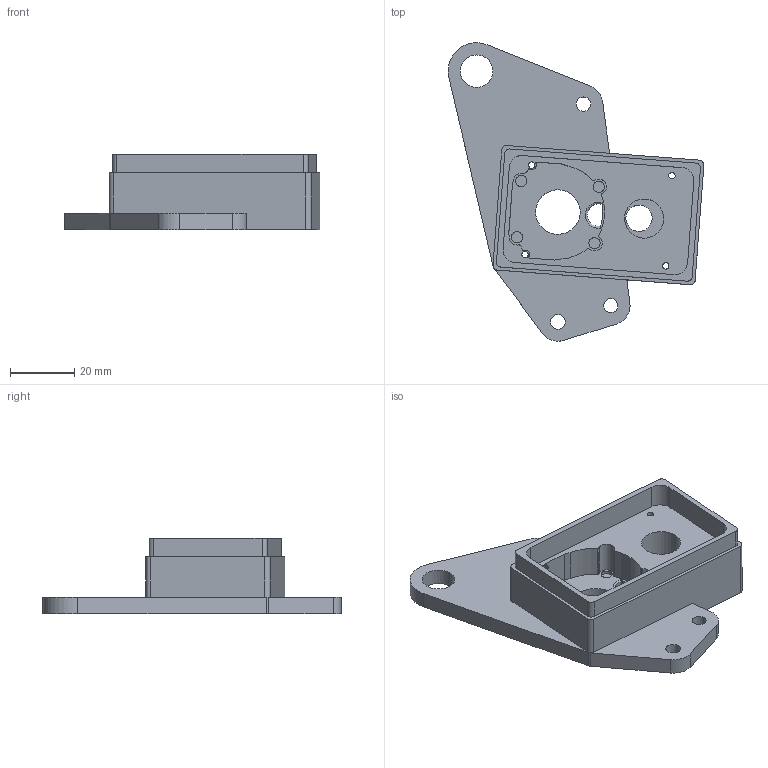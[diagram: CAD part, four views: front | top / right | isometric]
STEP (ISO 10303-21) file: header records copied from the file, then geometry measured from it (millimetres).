
FILE_DESCRIPTION(/* description */ (''),/* implementation_level */ '2;1');
FILE_NAME(/* name */ 'Index Motor Mount.step',/* time_stamp */ '2024-06-27T21:39:45-05:00',/* author */ (''),/* organization */ (''),/* preprocessor_version */ 'ST-DEVELOPER v20',/* originating_system */ 'Autodesk Translation Framework v13.14.0.145',/* authorisation */ '');
FILE_SCHEMA (('AUTOMOTIVE_DESIGN { 1 0 10303 214 3 1 1 }'));
Length unit declared in the file: inch
Products named in the file (1): Index Motor Mount
Bounding box: 79.85 x 93.2 x 23.44 mm (x, y, z)
Volume: 41670.2 mm3; surface area: 17653.6 mm2
Topology: 1 solids, 1 shells, 116 faces, 314 edges, 208 vertices
Faces by surface type: cylinder 56, plane 43, bspline 14, cone 2, torus 1
Full cylindrical faces by diameter (mm): 2 x4, 3.5 x4, 4.445 x2, 4.54 x2, 4.623 x1, 8.2 x1, 10.16 x1, 12.228 x1, 13.9 x1
Entity records: 3901 total; most frequent: CARTESIAN_POINT 817, DIRECTION 645, ORIENTED_EDGE 628, EDGE_CURVE 314, AXIS2_PLACEMENT_3D 238, VERTEX_POINT 208, LINE 169, VECTOR 169
